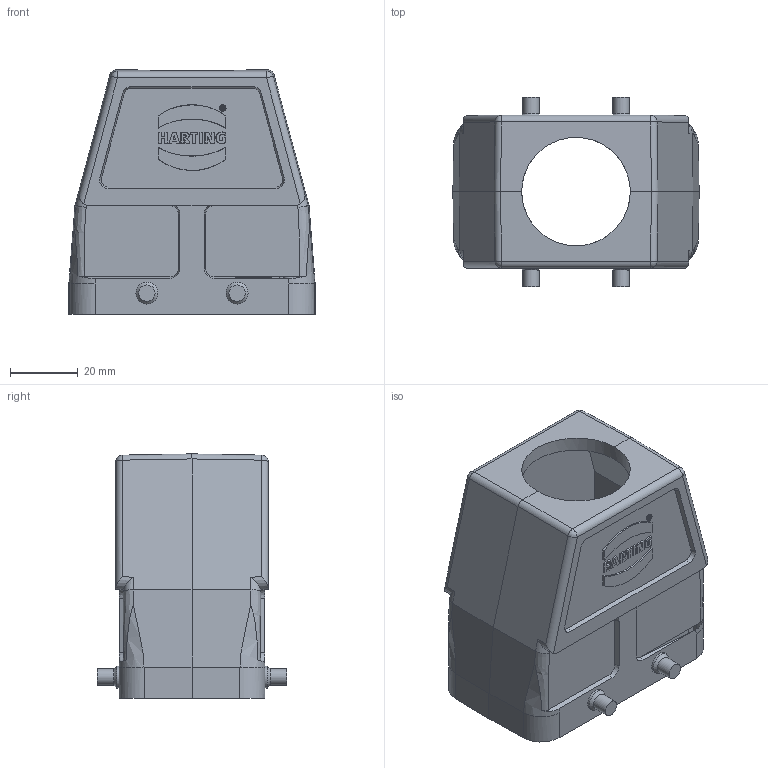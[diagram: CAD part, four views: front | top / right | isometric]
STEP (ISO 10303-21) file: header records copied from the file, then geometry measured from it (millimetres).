
FILE_DESCRIPTION(/* description */ (''),/* implementation_level */ '2;1');
FILE_NAME(/* name */ '100105851ugm000_d.stp',/* time_stamp */ '2019-11-08T07:10:53+01:00',/* author */ (''),/* organization */ (''),/* preprocessor_version */ 'ST-DEVELOPER v16.7',/* originating_system */ 'SIEMENS PLM Software NX 12.0',/* authorisation */ '');
FILE_SCHEMA (('AUTOMOTIVE_DESIGN { 1 0 10303 214 3 1 1 1 }'));
Length unit declared in the file: millimetre
Products named in the file (1): 100105851ugm000_d
Bounding box: 72.6 x 55.8 x 72 mm (x, y, z)
Volume: 58248.3 mm3; surface area: 32600.4 mm2
Topology: 1 solids, 1 shells, 269 faces, 718 edges, 473 vertices
Faces by surface type: plane 168, cylinder 46, cone 34, bspline 17, sphere 4
Full cylindrical faces by diameter (mm): 3 x4, 4 x4, 4.8 x4, 6.5 x4, 32 x1
Entity records: 10325 total; most frequent: CARTESIAN_POINT 3064, ORIENTED_EDGE 1348, DIRECTION 1209, EDGE_CURVE 674, VERTEX_POINT 462, LINE 431, VECTOR 431, AXIS2_PLACEMENT_3D 389
